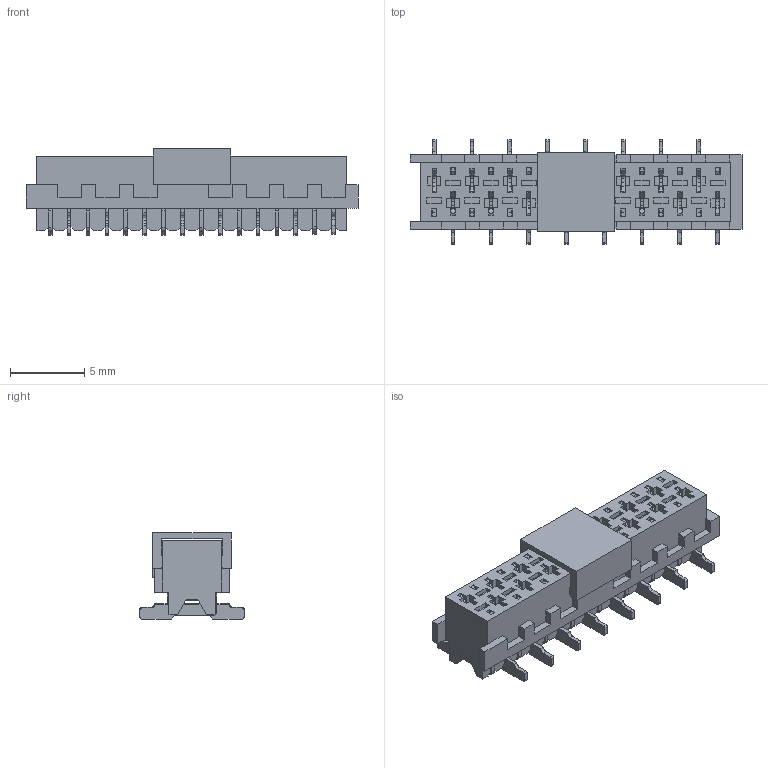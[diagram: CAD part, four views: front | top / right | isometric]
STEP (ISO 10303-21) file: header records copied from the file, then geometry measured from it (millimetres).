
FILE_DESCRIPTION( ( 'Unknown' ), '1' );
FILE_NAME( '690367281676.stp', 'Unknown', ( 'Unknown' ), ( 'Unknown' ), 'PSStep 18.0.17', 'Unknown', ' ' );
FILE_SCHEMA( ( 'AUTOMOTIVE_DESIGN { 1 0 10303 214 1 1 1 1 }' ) );
Length unit declared in the file: millimetre
Products named in the file (4): Assem1; 69036728xx76_CAP; 69036728xx76_PIN; 690367281676
Assembly tree (18 placements, depth 2):
  Assem1
    69036728xx76_CAP
    69036728xx76_PIN  x16
    690367281676
Bounding box: 22.32 x 7 x 5.8 mm (x, y, z)
Volume: 385.6 mm3; surface area: 1582 mm2
Topology: 18 solids, 18 shells, 1413 faces, 4048 edges, 2655 vertices
Faces by surface type: plane 1125, cylinder 288
Entity records: 30897 total; most frequent: CARTESIAN_POINT 4415, ORIENTED_EDGE 4406, DIRECTION 3813, EDGE_CURVE 2203, LINE 2167, VECTOR 2167, VERTEX_POINT 1425, AXIS2_PLACEMENT_3D 823
